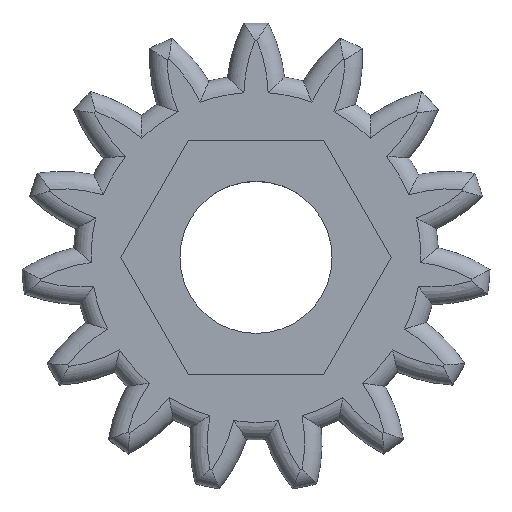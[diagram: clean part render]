
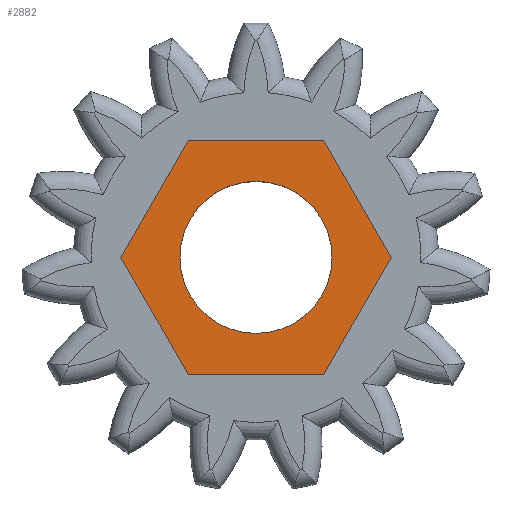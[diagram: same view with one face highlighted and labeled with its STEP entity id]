
A CAD part, top view. The second image highlights one B-rep face of the part: STEP entity #2882.
In plain terms, the highlighted planar face has unit normal (0, 0, 1).
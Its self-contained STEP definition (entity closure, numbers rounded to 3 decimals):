
#80=LINE('',#6692,#158);
#83=LINE('',#6697,#161);
#85=LINE('',#6701,#163);
#87=LINE('',#6705,#165);
#89=LINE('',#6709,#167);
#90=LINE('',#6711,#168);
#158=VECTOR('',#4239,7.736);
#161=VECTOR('',#4244,7.736);
#163=VECTOR('',#4248,7.736);
#165=VECTOR('',#4252,7.736);
#167=VECTOR('',#4256,7.736);
#168=VECTOR('',#4259,7.736);
#360=PLANE('',#3318);
#365=FACE_BOUND('',#749,.T.);
#553=FACE_OUTER_BOUND('',#748,.T.);
#748=EDGE_LOOP('',(#2555,#2556,#2557,#2558,#2559,#2560));
#749=EDGE_LOOP('',(#2561));
#815=CIRCLE('',#2953,4.35);
#1058=VERTEX_POINT('',#4398);
#1245=VERTEX_POINT('',#6689);
#1246=VERTEX_POINT('',#6691);
#1247=VERTEX_POINT('',#6695);
#1248=VERTEX_POINT('',#6699);
#1249=VERTEX_POINT('',#6703);
#1250=VERTEX_POINT('',#6707);
#1313=EDGE_CURVE('',#1058,#1058,#815,.T.);
#1679=EDGE_CURVE('',#1245,#1246,#80,.T.);
#1682=EDGE_CURVE('',#1247,#1245,#83,.T.);
#1684=EDGE_CURVE('',#1248,#1247,#85,.T.);
#1686=EDGE_CURVE('',#1249,#1248,#87,.T.);
#1688=EDGE_CURVE('',#1250,#1249,#89,.T.);
#1689=EDGE_CURVE('',#1246,#1250,#90,.T.);
#2555=ORIENTED_EDGE('',*,*,#1689,.F.);
#2556=ORIENTED_EDGE('',*,*,#1679,.F.);
#2557=ORIENTED_EDGE('',*,*,#1682,.F.);
#2558=ORIENTED_EDGE('',*,*,#1684,.F.);
#2559=ORIENTED_EDGE('',*,*,#1686,.F.);
#2560=ORIENTED_EDGE('',*,*,#1688,.F.);
#2561=ORIENTED_EDGE('',*,*,#1313,.T.);
#2882=ADVANCED_FACE('',(#553,#365),#360,.F.);
#2953=AXIS2_PLACEMENT_3D('',#4399,#3454,#3455);
#3318=AXIS2_PLACEMENT_3D('',#6712,#4260,#4261);
#3454=DIRECTION('center_axis',(0.,0.,-1.));
#3455=DIRECTION('ref_axis',(-1.,0.,0.));
#4239=DIRECTION('',(0.5,-0.866,0.));
#4244=DIRECTION('',(1.,0.,0.));
#4248=DIRECTION('',(0.5,0.866,0.));
#4252=DIRECTION('',(-0.5,0.866,0.));
#4256=DIRECTION('',(-1.,0.,0.));
#4259=DIRECTION('',(-0.5,-0.866,0.));
#4260=DIRECTION('center_axis',(0.,0.,-1.));
#4261=DIRECTION('ref_axis',(-1.,0.,0.));
#4398=CARTESIAN_POINT('',(4.35,0.,7.5));
#4399=CARTESIAN_POINT('Origin',(0.,0.,7.5));
#6689=CARTESIAN_POINT('',(3.868,6.7,7.5));
#6691=CARTESIAN_POINT('',(7.736,0.,7.5));
#6692=CARTESIAN_POINT('',(3.868,6.7,7.5));
#6695=CARTESIAN_POINT('',(-3.868,6.7,7.5));
#6697=CARTESIAN_POINT('',(-3.868,6.7,7.5));
#6699=CARTESIAN_POINT('',(-7.736,0.,7.5));
#6701=CARTESIAN_POINT('',(-7.736,0.,7.5));
#6703=CARTESIAN_POINT('',(-3.868,-6.7,7.5));
#6705=CARTESIAN_POINT('',(-3.868,-6.7,7.5));
#6707=CARTESIAN_POINT('',(3.868,-6.7,7.5));
#6709=CARTESIAN_POINT('',(3.868,-6.7,7.5));
#6711=CARTESIAN_POINT('',(7.736,0.,7.5));
#6712=CARTESIAN_POINT('Origin',(0.,0.,
7.5));
